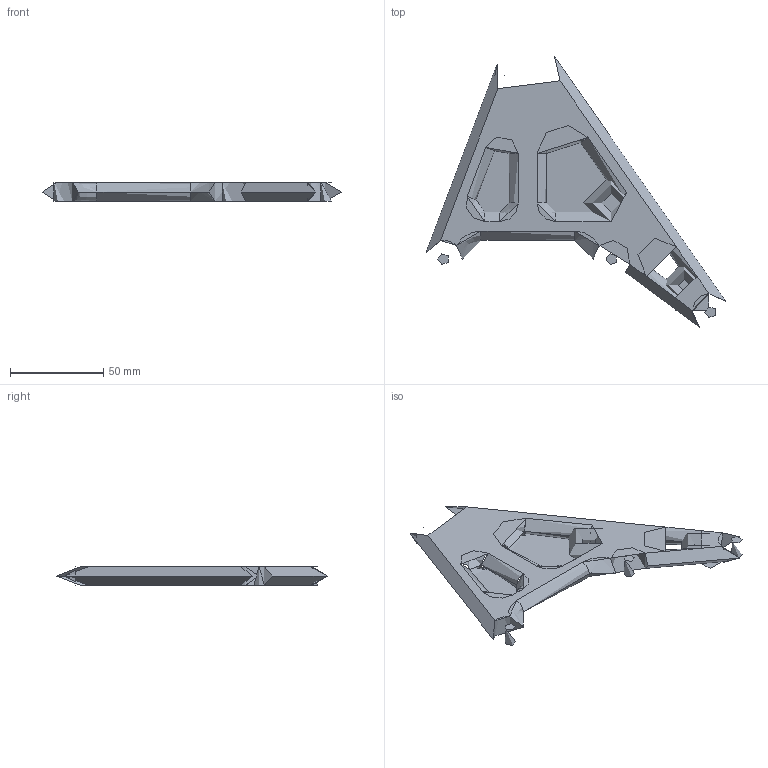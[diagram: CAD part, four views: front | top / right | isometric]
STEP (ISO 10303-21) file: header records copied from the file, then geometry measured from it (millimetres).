
FILE_DESCRIPTION(/* description */ ('AP-214 File'),/* implementation_level */ '2;1');
FILE_NAME(/* name */ '14968SupportEtrier',/* time_stamp */ 'Thu Dec 01 16:28:41 2022',/* author */ (''),/* organization */ (''),/* preprocessor_version */ 'Autodesk STEP V1',/* originating_system */ 'Autodesk Manufacturing Data Exchange Utility8.6.1009',/* authorisation */ '');
FILE_SCHEMA (('AUTOMOTIVE_DESIGN'));
Length unit declared in the file: millimetre
Bounding box: 160.39 x 144.68 x 10 mm (x, y, z)
Topology: 0 solids, 69 shells, 71 faces, 271 edges, 261 vertices
Faces by surface type: cylinder 28, torus 20, bspline 17, plane 6
Full cylindrical faces by diameter (mm): 20 x3, 35 x1
Entity records: 4039 total; most frequent: CARTESIAN_POINT 1561, DIRECTION 348, ORIENTED_EDGE 342, EDGE_CURVE 328, VERTEX_POINT 314, TRIMMED_CURVE 195, AXIS2_PLACEMENT_3D 154, STYLED_ITEM 136
